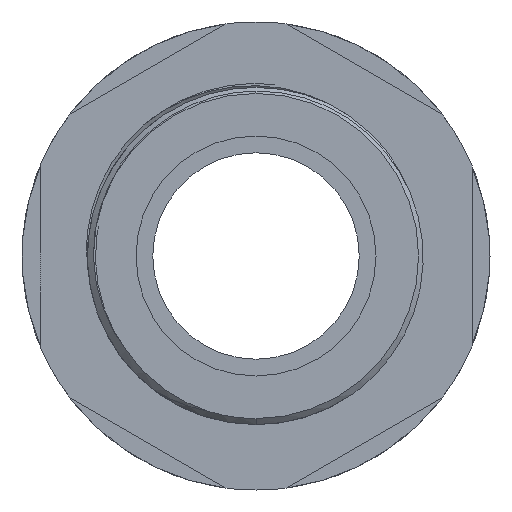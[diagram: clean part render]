
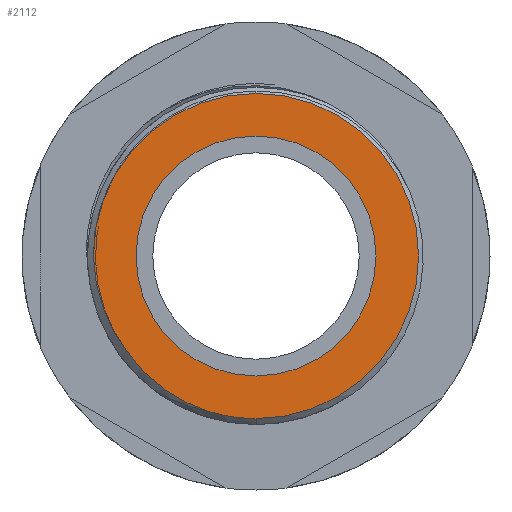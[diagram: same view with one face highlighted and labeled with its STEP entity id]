
A CAD part, front view. The second image highlights one B-rep face of the part: STEP entity #2112.
In plain terms, the highlighted planar face has unit normal (0, -1, 0).
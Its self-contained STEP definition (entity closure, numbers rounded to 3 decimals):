
#235 = DIRECTION ( 'NONE',  ( 0., 0., 1. ) ) ;
#240 = DIRECTION ( 'NONE',  ( 0., -1., 0. ) ) ;
#248 = CARTESIAN_POINT ( 'NONE',  ( 0., -11., 0. ) ) ;
#503 = CARTESIAN_POINT ( 'NONE',  ( -13.523, -11., -0.711 ) ) ;
#533 = VERTEX_POINT ( 'NONE', #8736 ) ;
#534 = EDGE_CURVE ( 'NONE', #748, #8355, #7735, .T. ) ;
#627 = DIRECTION ( 'NONE',  ( 0., 0., 1. ) ) ;
#629 = DIRECTION ( 'NONE',  ( 0., 1., 0. ) ) ;
#645 = PLANE ( 'NONE',  #9068 ) ;
#656 = CIRCLE ( 'NONE', #10553, 13.55 ) ;
#680 = VERTEX_POINT ( 'NONE', #7750 ) ;
#748 = VERTEX_POINT ( 'NONE', #4293 ) ;
#828 = VERTEX_POINT ( 'NONE', #7283 ) ;
#927 = CARTESIAN_POINT ( 'NONE',  ( 0., -11., 0. ) ) ;
#987 = CARTESIAN_POINT ( 'NONE',  ( -4.021, -11., -12.94 ) ) ;
#997 = CARTESIAN_POINT ( 'NONE',  ( -4.696, -11., -12.715 ) ) ;
#999 = CARTESIAN_POINT ( 'NONE',  ( -5.353, -11., -12.437 ) ) ;
#1027 = CARTESIAN_POINT ( 'NONE',  ( -6.631, -11., -11.772 ) ) ;
#1036 = CARTESIAN_POINT ( 'NONE',  ( -7.236, -11., -11.393 ) ) ;
#1045 = CARTESIAN_POINT ( 'NONE',  ( -8.378, -11., -10.545 ) ) ;
#1047 = CARTESIAN_POINT ( 'NONE',  ( -8.915, -11., -10.078 ) ) ;
#1061 = CARTESIAN_POINT ( 'NONE',  ( -9.668, -11., -9.307 ) ) ;
#1071 = CARTESIAN_POINT ( 'NONE',  ( -9.91, -11., -9.039 ) ) ;
#1084 = CARTESIAN_POINT ( 'NONE',  ( -10.369, -11., -8.486 ) ) ;
#1095 = ORIENTED_EDGE ( 'NONE', *, *, #534, .F. ) ;
#1099 = CARTESIAN_POINT ( 'NONE',  ( -10.795, -11., -7.905 ) ) ;
#1115 = CARTESIAN_POINT ( 'NONE',  ( -10.588, -11., -8.2 ) ) ;
#1147 = CARTESIAN_POINT ( 'NONE',  ( 0., -11., -10. ) ) ;
#1368 = ORIENTED_EDGE ( 'NONE', *, *, #8557, .T. ) ;
#1422 = CARTESIAN_POINT ( 'NONE',  ( -13.404, -11., -1.774 ) ) ;
#1896 = CARTESIAN_POINT ( 'NONE',  ( 0., -11., 0. ) ) ;
#2020 = EDGE_CURVE ( 'NONE', #9926, #533, #11171, .T. ) ;
#2112 = ADVANCED_FACE ( 'NONE', ( #10861, #4055 ), #645, .F. ) ;
#2130 = ORIENTED_EDGE ( 'NONE', *, *, #8823, .F. ) ;
#2330 = CARTESIAN_POINT ( 'NONE',  ( -13.038, -11., -3.5 ) ) ;
#2417 = DIRECTION ( 'NONE',  ( 0., -1., 0. ) ) ;
#2582 = CIRCLE ( 'NONE', #7934, 10. ) ;
#2836 = DIRECTION ( 'NONE',  ( 0., 0., -1. ) ) ;
#3203 = EDGE_LOOP ( 'NONE', ( #2130, #1095 ) ) ;
#3309 = CARTESIAN_POINT ( 'NONE',  ( -12.561, -11., -4.827 ) ) ;
#3586 = CARTESIAN_POINT ( 'NONE',  ( -13.55, -11., -0.005 ) ) ;
#3988 = ORIENTED_EDGE ( 'NONE', *, *, #7392, .T. ) ;
#4055 = FACE_OUTER_BOUND ( 'NONE', #8887, .T. ) ;
#4063 = ORIENTED_EDGE ( 'NONE', *, *, #2020, .T. ) ;
#4065 = EDGE_CURVE ( 'NONE', #680, #828, #656, .T. ) ;
#4175 = CIRCLE ( 'NONE', #10885, 13.55 ) ;
#4264 = CARTESIAN_POINT ( 'NONE',  ( -12.119, -11., -5.799 ) ) ;
#4293 = CARTESIAN_POINT ( 'NONE',  ( 0., -11., 10. ) ) ;
#4316 = EDGE_CURVE ( 'NONE', #828, #10295, #4175, .T. ) ;
#5027 = CARTESIAN_POINT ( 'NONE',  ( -13.543, -11., -0.358 ) ) ;
#5095 = DIRECTION ( 'NONE',  ( 0., 0., 1. ) ) ;
#5097 = DIRECTION ( 'NONE',  ( 0., -1., 0. ) ) ;
#5108 = CARTESIAN_POINT ( 'NONE',  ( 0., -11., 0. ) ) ;
#5147 = CARTESIAN_POINT ( 'NONE',  ( -11.228, -11., -7.338 ) ) ;
#5539 = ORIENTED_EDGE ( 'NONE', *, *, #4065, .T. ) ;
#5745 = ORIENTED_EDGE ( 'NONE', *, *, #4316, .T. ) ;
#6899 = CARTESIAN_POINT ( 'NONE',  ( -13.453, -11., -1.42 ) ) ;
#7283 = CARTESIAN_POINT ( 'NONE',  ( 0., -11., 13.55 ) ) ;
#7392 = EDGE_CURVE ( 'NONE', #10295, #9926, #9995, .T. ) ;
#7456 = CIRCLE ( 'NONE', #8183, 13.55 ) ;
#7697 = CARTESIAN_POINT ( 'NONE',  ( -10.795, -11., -7.905 ) ) ;
#7735 = CIRCLE ( 'NONE', #8974, 10. ) ;
#7750 = CARTESIAN_POINT ( 'NONE',  ( 0., -11., -13.55 ) ) ;
#7835 = CARTESIAN_POINT ( 'NONE',  ( -13.216, -11., -2.819 ) ) ;
#7912 = CARTESIAN_POINT ( 'NONE',  ( 0., -11., 0. ) ) ;
#7934 = AXIS2_PLACEMENT_3D ( 'NONE', #1896, #8319, #2836 ) ;
#8183 = AXIS2_PLACEMENT_3D ( 'NONE', #7912, #2417, #8826 ) ;
#8319 = DIRECTION ( 'NONE',  ( 0., -1., 0. ) ) ;
#8355 = VERTEX_POINT ( 'NONE', #1147 ) ;
#8486 = CARTESIAN_POINT ( 'NONE',  ( 0., -11., 0. ) ) ;
#8545 = DIRECTION ( 'NONE',  ( 0., 0., -1. ) ) ;
#8547 = DIRECTION ( 'NONE',  ( 0., -1., 0. ) ) ;
#8557 = EDGE_CURVE ( 'NONE', #533, #680, #7456, .T. ) ;
#8711 = CARTESIAN_POINT ( 'NONE',  ( -13.55, -11., -0.005 ) ) ;
#8736 = CARTESIAN_POINT ( 'NONE',  ( -4.021, -11., -12.94 ) ) ;
#8753 = CARTESIAN_POINT ( 'NONE',  ( -12.69, -11., -4.498 ) ) ;
#8823 = EDGE_CURVE ( 'NONE', #8355, #748, #2582, .T. ) ;
#8826 = DIRECTION ( 'NONE',  ( 0., 0., 1. ) ) ;
#8887 = EDGE_LOOP ( 'NONE', ( #3988, #4063, #1368, #5539, #5745 ) ) ;
#8974 = AXIS2_PLACEMENT_3D ( 'NONE', #8486, #8547, #8545 ) ;
#9068 = AXIS2_PLACEMENT_3D ( 'NONE', #927, #629, #627 ) ;
#9671 = CARTESIAN_POINT ( 'NONE',  ( -12.276, -11., -5.477 ) ) ;
#9926 = VERTEX_POINT ( 'NONE', #7697 ) ;
#9995 = B_SPLINE_CURVE_WITH_KNOTS ( 'NONE', 3,
 ( #8711, #5027, #503, #6899, #1422, #7835, #2330, #8753, #3309, #9671, #4264, #10513, #5147, #11292 ),
 .UNSPECIFIED., .F., .F.,
 ( 4, 2, 2, 2, 2, 2, 4 ),
 ( 0.019, 0.02, 0.021, 0.024, 0.025, 0.026, 0.028 ),
 .UNSPECIFIED. ) ;
#10295 = VERTEX_POINT ( 'NONE', #3586 ) ;
#10513 = CARTESIAN_POINT ( 'NONE',  ( -11.613, -11., -6.74 ) ) ;
#10553 = AXIS2_PLACEMENT_3D ( 'NONE', #248, #240, #235 ) ;
#10861 = FACE_BOUND ( 'NONE', #3203, .T. ) ;
#10885 = AXIS2_PLACEMENT_3D ( 'NONE', #5108, #5097, #5095 ) ;
#11171 = B_SPLINE_CURVE_WITH_KNOTS ( 'NONE', 3,
 ( #1099, #1115, #1084, #1071, #1061, #1047, #1045, #1036, #1027, #999, #997, #987 ),
 .UNSPECIFIED., .F., .F.,
 ( 4, 2, 2, 2, 2, 4 ),
 ( 0., 0.001, 0.002, 0.004, 0.006, 0.009 ),
 .UNSPECIFIED. ) ;
#11292 = CARTESIAN_POINT ( 'NONE',  ( -10.795, -11., -7.905 ) ) ;
